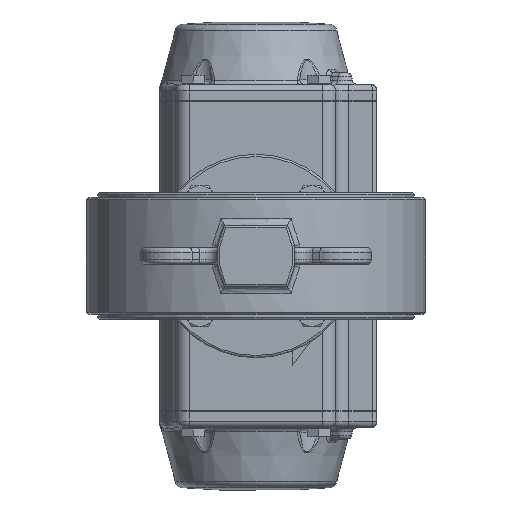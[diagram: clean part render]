
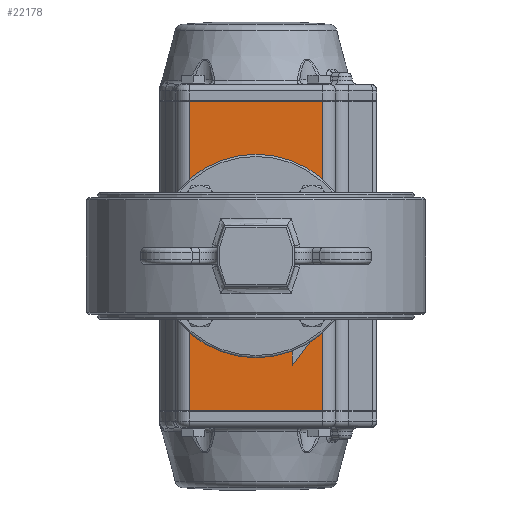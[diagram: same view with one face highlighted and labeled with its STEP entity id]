
A CAD part, front view. The second image highlights one B-rep face of the part: STEP entity #22178.
In plain terms, the highlighted planar face has unit normal (0, -1, 0).
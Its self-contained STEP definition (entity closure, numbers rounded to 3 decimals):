
#1802=PLANE('',#25048);
#3027=LINE('',#48176,#4384);
#3034=LINE('',#48209,#4391);
#3063=LINE('',#48311,#4420);
#3064=LINE('',#48313,#4421);
#4384=VECTOR('',#30504,1000.);
#4391=VECTOR('',#30531,1000.);
#4420=VECTOR('',#30632,1000.);
#4421=VECTOR('',#30635,1000.);
#10106=ORIENTED_EDGE('',*,*,#13647,.F.);
#10107=ORIENTED_EDGE('',*,*,#13715,.F.);
#10108=ORIENTED_EDGE('',*,*,#13663,.T.);
#10109=ORIENTED_EDGE('',*,*,#13716,.T.);
#10110=ORIENTED_EDGE('',*,*,#13289,.F.);
#10111=ORIENTED_EDGE('',*,*,#13287,.F.);
#10112=ORIENTED_EDGE('',*,*,#13285,.F.);
#10113=ORIENTED_EDGE('',*,*,#13283,.F.);
#10114=ORIENTED_EDGE('',*,*,#13281,.F.);
#10115=ORIENTED_EDGE('',*,*,#13279,.F.);
#10116=ORIENTED_EDGE('',*,*,#13277,.F.);
#10117=ORIENTED_EDGE('',*,*,#13275,.F.);
#10118=ORIENTED_EDGE('',*,*,#13273,.T.);
#13273=EDGE_CURVE('',#15662,#15662,#16899,.T.);
#13275=EDGE_CURVE('',#15665,#15665,#16901,.T.);
#13277=EDGE_CURVE('',#15668,#15668,#16903,.T.);
#13279=EDGE_CURVE('',#15671,#15671,#16905,.T.);
#13281=EDGE_CURVE('',#15674,#15674,#16907,.T.);
#13283=EDGE_CURVE('',#15677,#15677,#16909,.T.);
#13285=EDGE_CURVE('',#15680,#15680,#16911,.T.);
#13287=EDGE_CURVE('',#15683,#15683,#16913,.T.);
#13289=EDGE_CURVE('',#15686,#15686,#16915,.T.);
#13647=EDGE_CURVE('',#15919,#15920,#3027,.T.);
#13663=EDGE_CURVE('',#15936,#15935,#3034,.T.);
#13715=EDGE_CURVE('',#15936,#15919,#3063,.T.);
#13716=EDGE_CURVE('',#15935,#15920,#3064,.T.);
#15662=VERTEX_POINT('',#45457);
#15665=VERTEX_POINT('',#45464);
#15668=VERTEX_POINT('',#45471);
#15671=VERTEX_POINT('',#45478);
#15674=VERTEX_POINT('',#45485);
#15677=VERTEX_POINT('',#45492);
#15680=VERTEX_POINT('',#45499);
#15683=VERTEX_POINT('',#45506);
#15686=VERTEX_POINT('',#45513);
#15919=VERTEX_POINT('',#48175);
#15920=VERTEX_POINT('',#48177);
#15935=VERTEX_POINT('',#48208);
#15936=VERTEX_POINT('',#48210);
#16899=CIRCLE('',#24664,16.5);
#16901=CIRCLE('',#24668,2.5);
#16903=CIRCLE('',#24672,2.5);
#16905=CIRCLE('',#24676,2.5);
#16907=CIRCLE('',#24680,2.5);
#16909=CIRCLE('',#24684,3.4);
#16911=CIRCLE('',#24688,3.4);
#16913=CIRCLE('',#24692,3.4);
#16915=CIRCLE('',#24696,3.4);
#18705=EDGE_LOOP('',(#10106,#10107,#10108,#10109));
#18706=EDGE_LOOP('',(#10110));
#18707=EDGE_LOOP('',(#10111));
#18708=EDGE_LOOP('',(#10112));
#18709=EDGE_LOOP('',(#10113));
#18710=EDGE_LOOP('',(#10114));
#18711=EDGE_LOOP('',(#10115));
#18712=EDGE_LOOP('',(#10116));
#18713=EDGE_LOOP('',(#10117));
#18714=EDGE_LOOP('',(#10118));
#20403=FACE_BOUND('',#18705,.T.);
#20404=FACE_BOUND('',#18706,.T.);
#20405=FACE_BOUND('',#18707,.T.);
#20406=FACE_BOUND('',#18708,.T.);
#20407=FACE_BOUND('',#18709,.T.);
#20408=FACE_BOUND('',#18710,.T.);
#20409=FACE_BOUND('',#18711,.T.);
#20410=FACE_BOUND('',#18712,.T.);
#20411=FACE_BOUND('',#18713,.T.);
#20412=FACE_BOUND('',#18714,.T.);
#22178=ADVANCED_FACE('',(#20403,#20404,#20405,#20406,#20407,#20408,#20409,
#20410,#20411,#20412),#1802,.T.);
#24664=AXIS2_PLACEMENT_3D('',#45456,#29710,#29711);
#24668=AXIS2_PLACEMENT_3D('',#45463,#29718,#29719);
#24672=AXIS2_PLACEMENT_3D('',#45470,#29726,#29727);
#24676=AXIS2_PLACEMENT_3D('',#45477,#29734,#29735);
#24680=AXIS2_PLACEMENT_3D('',#45484,#29742,#29743);
#24684=AXIS2_PLACEMENT_3D('',#45491,#29750,#29751);
#24688=AXIS2_PLACEMENT_3D('',#45498,#29758,#29759);
#24692=AXIS2_PLACEMENT_3D('',#45505,#29766,#29767);
#24696=AXIS2_PLACEMENT_3D('',#45512,#29774,#29775);
#25048=AXIS2_PLACEMENT_3D('',#48312,#30633,#30634);
#29710=DIRECTION('',(0.,1.,0.));
#29711=DIRECTION('',(0.,0.,-1.));
#29718=DIRECTION('',(0.,-1.,0.));
#29719=DIRECTION('',(0.,0.,-1.));
#29726=DIRECTION('',(0.,-1.,0.));
#29727=DIRECTION('',(0.,0.,-1.));
#29734=DIRECTION('',(0.,-1.,0.));
#29735=DIRECTION('',(0.,0.,-1.));
#29742=DIRECTION('',(0.,-1.,0.));
#29743=DIRECTION('',(0.,0.,-1.));
#29750=DIRECTION('',(0.,-1.,0.));
#29751=DIRECTION('',(0.,0.,-1.));
#29758=DIRECTION('',(0.,-1.,0.));
#29759=DIRECTION('',(0.,0.,-1.));
#29766=DIRECTION('',(0.,-1.,0.));
#29767=DIRECTION('',(0.,0.,-1.));
#29774=DIRECTION('',(0.,-1.,0.));
#29775=DIRECTION('',(0.,0.,-1.));
#30504=DIRECTION('',(-1.,0.,0.));
#30531=DIRECTION('',(-1.,0.,0.));
#30632=DIRECTION('',(0.,0.,-1.));
#30633=DIRECTION('',(0.,-1.,0.));
#30634=DIRECTION('',(0.,0.,-1.));
#30635=DIRECTION('',(0.,0.,-1.));
#45456=CARTESIAN_POINT('',(0.,-51.5,0.));
#45457=CARTESIAN_POINT('',(0.,-51.5,-16.5));
#45463=CARTESIAN_POINT('',(-17.678,-51.5,-17.678));
#45464=CARTESIAN_POINT('',(-17.678,-51.5,-20.178));
#45470=CARTESIAN_POINT('',(17.678,-51.5,-17.678));
#45471=CARTESIAN_POINT('',(17.678,-51.5,-20.178));
#45477=CARTESIAN_POINT('',(17.678,-51.5,17.678));
#45478=CARTESIAN_POINT('',(17.678,-51.5,15.178));
#45484=CARTESIAN_POINT('',(-17.678,-51.5,17.678));
#45485=CARTESIAN_POINT('',(-17.678,-51.5,15.178));
#45491=CARTESIAN_POINT('',(-24.749,-51.5,-24.749));
#45492=CARTESIAN_POINT('',(-24.749,-51.5,-28.149));
#45498=CARTESIAN_POINT('',(24.749,-51.5,-24.749));
#45499=CARTESIAN_POINT('',(24.749,-51.5,-28.149));
#45505=CARTESIAN_POINT('',(24.749,-51.5,24.749));
#45506=CARTESIAN_POINT('',(24.749,-51.5,21.349));
#45512=CARTESIAN_POINT('',(-24.749,-51.5,24.749));
#45513=CARTESIAN_POINT('',(-24.749,-51.5,21.349));
#48175=CARTESIAN_POINT('',(29.474,-51.5,-68.5));
#48176=CARTESIAN_POINT('',(29.474,-51.5,-68.5));
#48177=CARTESIAN_POINT('',(-29.474,-51.5,-68.5));
#48208=CARTESIAN_POINT('',(-29.474,-51.5,68.5));
#48209=CARTESIAN_POINT('',(29.474,-51.5,68.5));
#48210=CARTESIAN_POINT('',(29.474,-51.5,68.5));
#48311=CARTESIAN_POINT('',(29.474,-51.5,68.5));
#48312=CARTESIAN_POINT('',(29.474,-51.5,68.5));
#48313=CARTESIAN_POINT('',(-29.474,-51.5,68.5));
